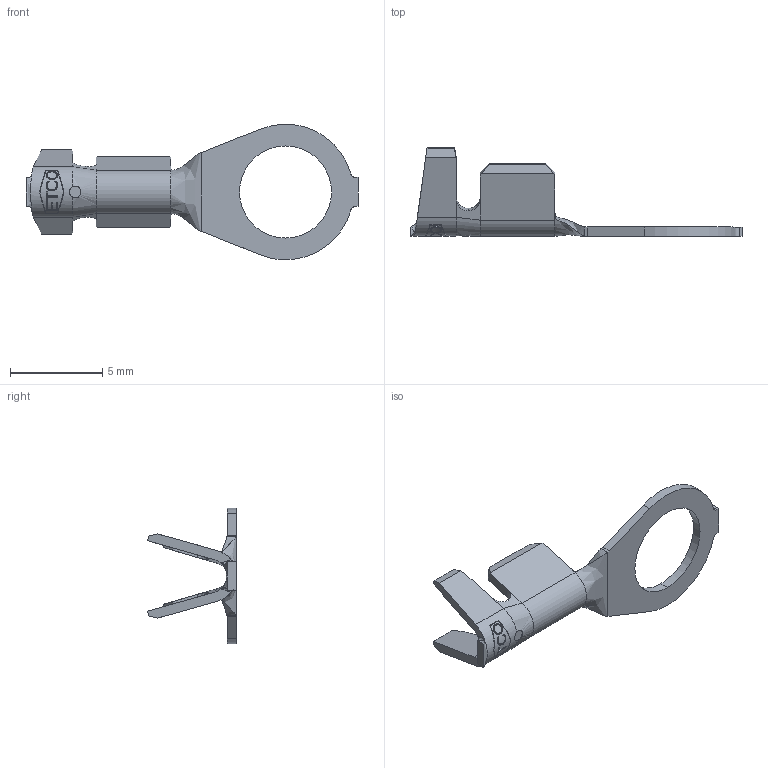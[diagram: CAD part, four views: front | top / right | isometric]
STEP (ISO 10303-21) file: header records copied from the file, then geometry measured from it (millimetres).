
FILE_DESCRIPTION (( 'STEP AP203' ), '1' );
FILE_NAME ('02127.STEP', '2015-02-06T20:02:04', ( '' ), ( '' ), 'SwSTEP 2.0', 'SolidWorks 2014', '' );
FILE_SCHEMA (( 'CONFIG_CONTROL_DESIGN' ));
Length unit declared in the file: inch
Products named in the file (1): 02127
Bounding box: 18.03 x 4.83 x 7.36 mm (x, y, z)
Volume: 47.4 mm3; surface area: 236.7 mm2
Topology: 1 solids, 1 shells, 182 faces, 462 edges, 288 vertices
Faces by surface type: plane 110, bspline 41, cylinder 23, cone 8
Entity records: 6840 total; most frequent: CARTESIAN_POINT 2785, ORIENTED_EDGE 924, DIRECTION 662, EDGE_CURVE 462, LINE 300, VECTOR 300, VERTEX_POINT 288, EDGE_LOOP 190
